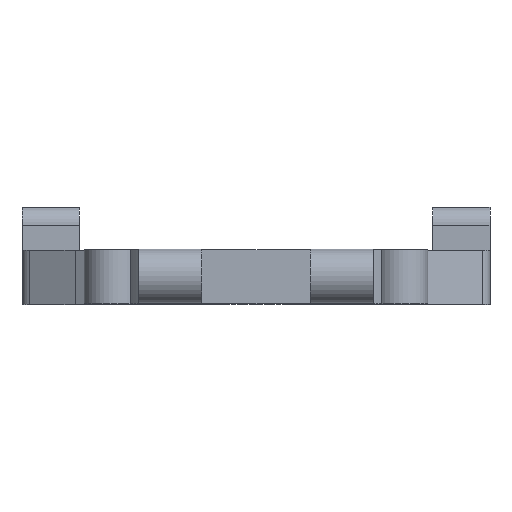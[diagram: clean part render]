
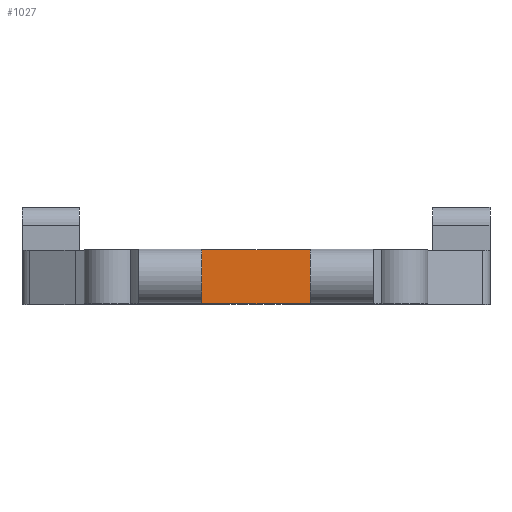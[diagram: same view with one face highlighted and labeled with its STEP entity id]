
A CAD part, top view. The second image highlights one B-rep face of the part: STEP entity #1027.
In plain terms, the highlighted planar face has unit normal (0, 0, 1).
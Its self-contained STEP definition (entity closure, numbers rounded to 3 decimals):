
#107=FACE_OUTER_BOUND('',#176,.T.);
#176=EDGE_LOOP('',(#938,#939,#940,#941));
#212=LINE('',#1566,#303);
#232=LINE('',#1652,#323);
#259=LINE('',#1732,#350);
#261=LINE('',#1741,#352);
#303=VECTOR('',#1247,7.5);
#323=VECTOR('',#1319,7.5);
#350=VECTOR('',#1414,7.5);
#352=VECTOR('',#1430,7.5);
#456=VERTEX_POINT('',#1563);
#457=VERTEX_POINT('',#1565);
#496=VERTEX_POINT('',#1649);
#497=VERTEX_POINT('',#1651);
#563=EDGE_CURVE('',#456,#457,#212,.T.);
#607=EDGE_CURVE('',#497,#496,#232,.T.);
#648=EDGE_CURVE('',#496,#457,#259,.T.);
#653=EDGE_CURVE('',#497,#456,#261,.T.);
#938=ORIENTED_EDGE('',*,*,#607,.T.);
#939=ORIENTED_EDGE('',*,*,#648,.T.);
#940=ORIENTED_EDGE('',*,*,#563,.F.);
#941=ORIENTED_EDGE('',*,*,#653,.F.);
#980=PLANE('',#1157);
#1027=ADVANCED_FACE('',(#107),#980,.T.);
#1157=AXIS2_PLACEMENT_3D('',#1759,#1457,#1458);
#1247=DIRECTION('',(1.,0.,0.));
#1319=DIRECTION('',(1.,0.,0.));
#1414=DIRECTION('',(0.,1.,0.));
#1430=DIRECTION('',(0.,1.,0.));
#1457=DIRECTION('center_axis',(0.,0.,1.));
#1458=DIRECTION('ref_axis',(1.,0.,0.));
#1563=CARTESIAN_POINT('',(-7.5,10.,7.5));
#1565=CARTESIAN_POINT('',(7.5,10.,7.5));
#1566=CARTESIAN_POINT('',(-7.5,10.,7.5));
#1649=CARTESIAN_POINT('',(7.5,2.5,7.5));
#1651=CARTESIAN_POINT('',(-7.5,2.5,7.5));
#1652=CARTESIAN_POINT('',(-7.5,2.5,7.5));
#1732=CARTESIAN_POINT('',(7.5,2.5,7.5));
#1741=CARTESIAN_POINT('',(-7.5,2.5,7.5));
#1759=CARTESIAN_POINT('Origin',(-7.5,2.5,7.5));
